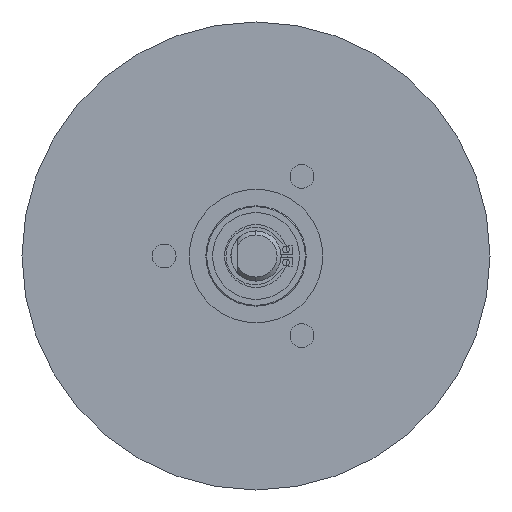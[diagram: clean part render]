
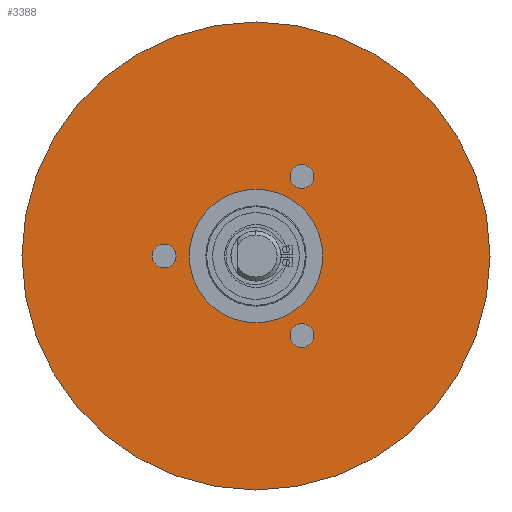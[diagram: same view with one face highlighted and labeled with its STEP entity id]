
A CAD part, left-side view. The second image highlights one B-rep face of the part: STEP entity #3388.
In plain terms, the highlighted planar face has unit normal (-1, 0, 0).
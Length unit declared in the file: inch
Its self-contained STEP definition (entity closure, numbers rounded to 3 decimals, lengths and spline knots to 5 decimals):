
#11 = ORIENTED_EDGE ( 'NONE', *, *, #3184, .F. ) ;
#28 = ORIENTED_EDGE ( 'NONE', *, *, #4947, .F. ) ;
#29 = VERTEX_POINT ( 'NONE', #806 ) ;
#103 = EDGE_CURVE ( 'NONE', #1292, #2547, #3555, .T. ) ;
#144 = FACE_BOUND ( 'NONE', #5155, .T. ) ;
#149 = ORIENTED_EDGE ( 'NONE', *, *, #2040, .F. ) ;
#184 = CARTESIAN_POINT ( 'NONE',  ( 0.065, 0., 0. ) ) ;
#311 = VERTEX_POINT ( 'NONE', #5605 ) ;
#573 = AXIS2_PLACEMENT_3D ( 'NONE', #4740, #2079, #5174 ) ;
#612 = DIRECTION ( 'NONE',  ( 0., 0., 1. ) ) ;
#634 = AXIS2_PLACEMENT_3D ( 'NONE', #4184, #1105, #3743 ) ;
#675 = DIRECTION ( 'NONE',  ( -1., 0., 0. ) ) ;
#777 = VERTEX_POINT ( 'NONE', #5541 ) ;
#806 = CARTESIAN_POINT ( 'NONE',  ( 0.065, 0., 0.875 ) ) ;
#831 = AXIS2_PLACEMENT_3D ( 'NONE', #5756, #2657, #2712 ) ;
#973 = AXIS2_PLACEMENT_3D ( 'NONE', #5272, #2629, #5739 ) ;
#979 = CARTESIAN_POINT ( 'NONE',  ( 0.065, -0.17175, 0.29748 ) ) ;
#1005 = VERTEX_POINT ( 'NONE', #5685 ) ;
#1105 = DIRECTION ( 'NONE',  ( -1., 0., 0. ) ) ;
#1240 = EDGE_CURVE ( 'NONE', #2547, #1292, #4874, .T. ) ;
#1286 = ORIENTED_EDGE ( 'NONE', *, *, #5727, .T. ) ;
#1292 = VERTEX_POINT ( 'NONE', #4304 ) ;
#1309 = EDGE_CURVE ( 'NONE', #29, #2820, #3064, .T. ) ;
#1355 = CIRCLE ( 'NONE', #4567, 0.0445 ) ;
#1362 = EDGE_LOOP ( 'NONE', ( #3092, #1286 ) ) ;
#1420 = DIRECTION ( 'NONE',  ( 0., 0., 1. ) ) ;
#1465 = FACE_OUTER_BOUND ( 'NONE', #1362, .T. ) ;
#1483 = ORIENTED_EDGE ( 'NONE', *, *, #4535, .F. ) ;
#1560 = CARTESIAN_POINT ( 'NONE',  ( 0.065, -0.17175, 0.29748 ) ) ;
#1633 = EDGE_CURVE ( 'NONE', #777, #3362, #5555, .T. ) ;
#1695 = CARTESIAN_POINT ( 'NONE',  ( 0.065, 0.3435, 0. ) ) ;
#1760 = EDGE_LOOP ( 'NONE', ( #4745, #149 ) ) ;
#1909 = AXIS2_PLACEMENT_3D ( 'NONE', #1695, #4801, #2146 ) ;
#2010 = DIRECTION ( 'NONE',  ( 0., 0., 1. ) ) ;
#2030 = DIRECTION ( 'NONE',  ( -1., 0., 0. ) ) ;
#2040 = EDGE_CURVE ( 'NONE', #3362, #777, #4929, .T. ) ;
#2079 = DIRECTION ( 'NONE',  ( -1., 0., 0. ) ) ;
#2146 = DIRECTION ( 'NONE',  ( 0., 0., 1. ) ) ;
#2188 = VERTEX_POINT ( 'NONE', #3933 ) ;
#2479 = EDGE_LOOP ( 'NONE', ( #11, #28 ) ) ;
#2547 = VERTEX_POINT ( 'NONE', #5063 ) ;
#2629 = DIRECTION ( 'NONE',  ( -1., 0., 0. ) ) ;
#2640 = DIRECTION ( 'NONE',  ( -1., 0., 0. ) ) ;
#2657 = DIRECTION ( 'NONE',  ( -1., 0., 0. ) ) ;
#2712 = DIRECTION ( 'NONE',  ( 0., 0., 1. ) ) ;
#2786 = ORIENTED_EDGE ( 'NONE', *, *, #103, .F. ) ;
#2820 = VERTEX_POINT ( 'NONE', #5294 ) ;
#3053 = AXIS2_PLACEMENT_3D ( 'NONE', #184, #3274, #612 ) ;
#3064 = CIRCLE ( 'NONE', #831, 0.875 ) ;
#3092 = ORIENTED_EDGE ( 'NONE', *, *, #1309, .T. ) ;
#3184 = EDGE_CURVE ( 'NONE', #311, #1005, #5406, .T. ) ;
#3274 = DIRECTION ( 'NONE',  ( -1., 0., 0. ) ) ;
#3334 = CARTESIAN_POINT ( 'NONE',  ( 0.065, 0.3435, 0. ) ) ;
#3337 = CARTESIAN_POINT ( 'NONE',  ( 0.065, -0.17175, 0.34198 ) ) ;
#3362 = VERTEX_POINT ( 'NONE', #3897 ) ;
#3388 = ADVANCED_FACE ( 'NONE', ( #3685, #144, #4998, #1465, #4721 ), #5260, .T. ) ;
#3497 = EDGE_LOOP ( 'NONE', ( #3790, #2786 ) ) ;
#3555 = CIRCLE ( 'NONE', #3053, 0.2499 ) ;
#3630 = AXIS2_PLACEMENT_3D ( 'NONE', #1560, #4651, #2010 ) ;
#3674 = EDGE_CURVE ( 'NONE', #5746, #2188, #5548, .T. ) ;
#3685 = FACE_BOUND ( 'NONE', #1760, .T. ) ;
#3743 = DIRECTION ( 'NONE',  ( 0., 0., 1. ) ) ;
#3790 = ORIENTED_EDGE ( 'NONE', *, *, #1240, .F. ) ;
#3791 = DIRECTION ( 'NONE',  ( 0., 0., 1. ) ) ;
#3897 = CARTESIAN_POINT ( 'NONE',  ( 0.065, 0.3435, 0.0445 ) ) ;
#3933 = CARTESIAN_POINT ( 'NONE',  ( 0.065, -0.17175, 0.25298 ) ) ;
#4073 = DIRECTION ( 'NONE',  ( -1., 0., 0. ) ) ;
#4167 = CIRCLE ( 'NONE', #5364, 0.875 ) ;
#4184 = CARTESIAN_POINT ( 'NONE',  ( 0.065, 0., 0. ) ) ;
#4304 = CARTESIAN_POINT ( 'NONE',  ( 0.065, 0., -0.2499 ) ) ;
#4440 = AXIS2_PLACEMENT_3D ( 'NONE', #3334, #675, #3791 ) ;
#4535 = EDGE_CURVE ( 'NONE', #2188, #5746, #1355, .T. ) ;
#4567 = AXIS2_PLACEMENT_3D ( 'NONE', #979, #4073, #1420 ) ;
#4651 = DIRECTION ( 'NONE',  ( -1., 0., 0. ) ) ;
#4682 = CARTESIAN_POINT ( 'NONE',  ( 0.065, 0., 0. ) ) ;
#4721 = FACE_BOUND ( 'NONE', #3497, .T. ) ;
#4740 = CARTESIAN_POINT ( 'NONE',  ( 0.065, -0.17175, -0.29748 ) ) ;
#4745 = ORIENTED_EDGE ( 'NONE', *, *, #1633, .F. ) ;
#4801 = DIRECTION ( 'NONE',  ( -1., 0., 0. ) ) ;
#4874 = CIRCLE ( 'NONE', #634, 0.2499 ) ;
#4929 = CIRCLE ( 'NONE', #4440, 0.0445 ) ;
#4947 = EDGE_CURVE ( 'NONE', #1005, #311, #5497, .T. ) ;
#4998 = FACE_BOUND ( 'NONE', #2479, .T. ) ;
#5037 = AXIS2_PLACEMENT_3D ( 'NONE', #5285, #2640, #5743 ) ;
#5063 = CARTESIAN_POINT ( 'NONE',  ( 0.065, 0., 0.2499 ) ) ;
#5081 = ORIENTED_EDGE ( 'NONE', *, *, #3674, .F. ) ;
#5115 = DIRECTION ( 'NONE',  ( 0., 0., 1. ) ) ;
#5155 = EDGE_LOOP ( 'NONE', ( #1483, #5081 ) ) ;
#5174 = DIRECTION ( 'NONE',  ( 0., 0., 1. ) ) ;
#5260 = PLANE ( 'NONE',  #5037 ) ;
#5272 = CARTESIAN_POINT ( 'NONE',  ( 0.065, -0.17175, -0.29748 ) ) ;
#5285 = CARTESIAN_POINT ( 'NONE',  ( 0.065, 0.875, 0. ) ) ;
#5294 = CARTESIAN_POINT ( 'NONE',  ( 0.065, 0., -0.875 ) ) ;
#5364 = AXIS2_PLACEMENT_3D ( 'NONE', #4682, #2030, #5115 ) ;
#5406 = CIRCLE ( 'NONE', #573, 0.0445 ) ;
#5497 = CIRCLE ( 'NONE', #973, 0.0445 ) ;
#5541 = CARTESIAN_POINT ( 'NONE',  ( 0.065, 0.3435, -0.0445 ) ) ;
#5548 = CIRCLE ( 'NONE', #3630, 0.0445 ) ;
#5555 = CIRCLE ( 'NONE', #1909, 0.0445 ) ;
#5605 = CARTESIAN_POINT ( 'NONE',  ( 0.065, -0.17175, -0.34198 ) ) ;
#5685 = CARTESIAN_POINT ( 'NONE',  ( 0.065, -0.17175, -0.25298 ) ) ;
#5727 = EDGE_CURVE ( 'NONE', #2820, #29, #4167, .T. ) ;
#5739 = DIRECTION ( 'NONE',  ( 0., 0., 1. ) ) ;
#5743 = DIRECTION ( 'NONE',  ( 0., 0., 1. ) ) ;
#5746 = VERTEX_POINT ( 'NONE', #3337 ) ;
#5756 = CARTESIAN_POINT ( 'NONE',  ( 0.065, 0., 0. ) ) ;
